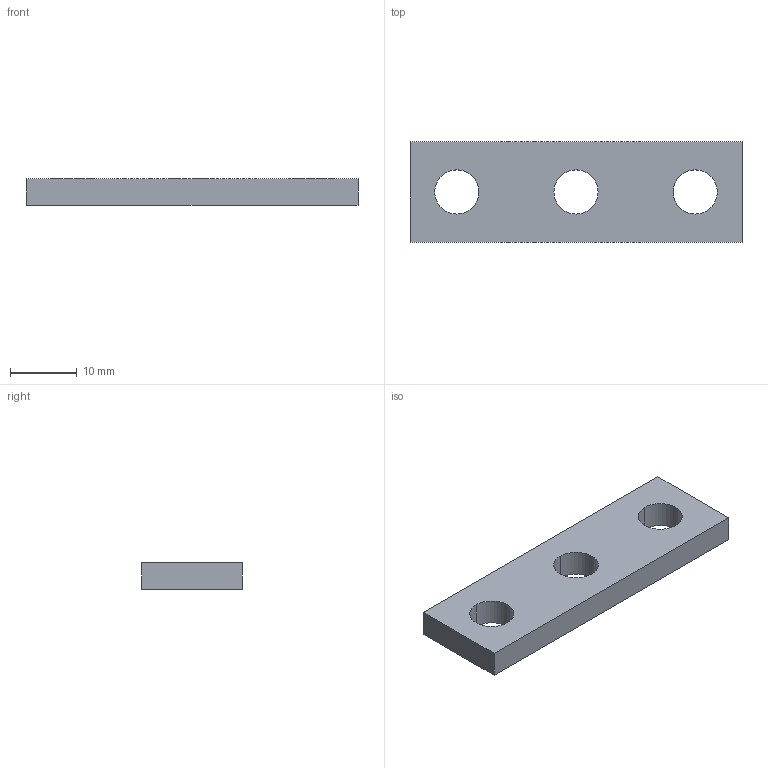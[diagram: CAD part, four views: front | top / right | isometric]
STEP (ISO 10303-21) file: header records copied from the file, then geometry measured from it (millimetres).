
FILE_DESCRIPTION(('CATIA V5 STEP Exchange','CAx-IF Rec.Pracs.--- Model Styling and Organization---1.4--- 2014-01-23'),'2;1');
FILE_NAME ('D1456083_0_1780980000_1780980000.stp','2020-01-27T10:49:12+00:00',('none'),('Weidmueller'),'CATIA Version 5-6 Release 2016 SP3 HF44','CATIA V5 STEP AP214','none');
FILE_SCHEMA(('AUTOMOTIVE_DESIGN { 1 0 10303 214 1 1 1 1 }'));
Length unit declared in the file: millimetre
Products named in the file (1): 1780980000_WQL_3_WF6
Bounding box: 49.6 x 15 x 4 mm (x, y, z)
Volume: 2565.5 mm3; surface area: 2048.3 mm2
Topology: 1 solids, 1 shells, 12 faces, 30 edges, 20 vertices
Faces by surface type: plane 6, cylinder 6
Entity records: 373 total; most frequent: CARTESIAN_POINT 60, ORIENTED_EDGE 60, DIRECTION 48, EDGE_CURVE 30, AXIS2_PLACEMENT_3D 22, VERTEX_POINT 20, VECTOR 18, EDGE_LOOP 18
